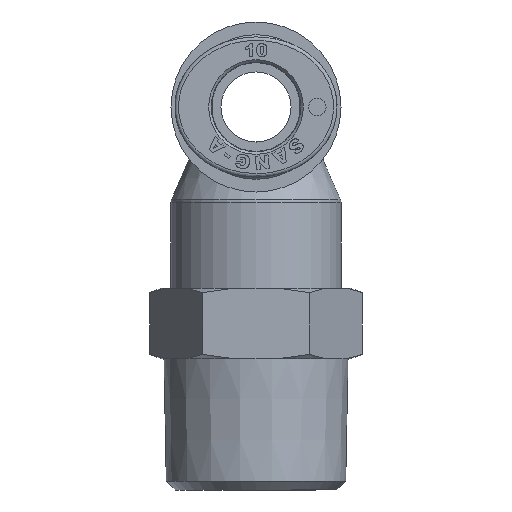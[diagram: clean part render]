
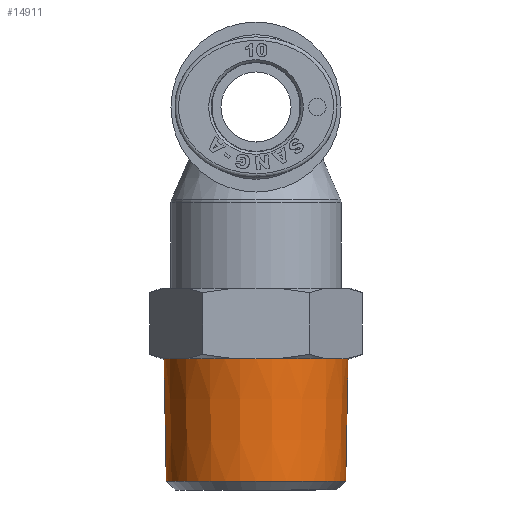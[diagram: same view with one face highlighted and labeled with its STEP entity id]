
A CAD part, left-side view. The second image highlights one B-rep face of the part: STEP entity #14911.
In plain terms, the highlighted conical face has half-angle 1.06 degrees and reference radius 10.361 mm.
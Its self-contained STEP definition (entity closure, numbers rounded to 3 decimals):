
#14295=CARTESIAN_POINT('',(-22.3,9.093,5.25));
#14296=VERTEX_POINT('',#14295);
#14303=CARTESIAN_POINT('',(-22.3,0.,10.5));
#14304=VERTEX_POINT('',#14303);
#14305=CARTESIAN_POINT('',(-22.3,0.,0.0));
#14306=DIRECTION('',(1.0,0.0,0.0));
#14307=DIRECTION('',(0.0,1.0,0.0));
#14308=AXIS2_PLACEMENT_3D('',#14305,#14306,#14307);
#14309=CIRCLE('',#14308,10.5);
#14310=EDGE_CURVE('',#14296,#14304,#14309,.T.);
#14397=CARTESIAN_POINT('',(-22.3,-9.093,5.25));
#14398=VERTEX_POINT('',#14397);
#14399=CARTESIAN_POINT('',(-22.3,0.,0.0));
#14400=DIRECTION('',(1.0,0.0,0.0));
#14401=DIRECTION('',(0.0,1.0,0.0));
#14402=AXIS2_PLACEMENT_3D('',#14399,#14400,#14401);
#14403=CIRCLE('',#14402,10.5);
#14404=EDGE_CURVE('',#14304,#14398,#14403,.T.);
#14484=CARTESIAN_POINT('',(-22.3,-9.093,-5.25));
#14485=VERTEX_POINT('',#14484);
#14486=CARTESIAN_POINT('',(-22.3,0.,0.0));
#14487=DIRECTION('',(1.0,0.0,0.0));
#14488=DIRECTION('',(0.0,1.0,0.0));
#14489=AXIS2_PLACEMENT_3D('',#14486,#14487,#14488);
#14490=CIRCLE('',#14489,10.5);
#14491=EDGE_CURVE('',#14398,#14485,#14490,.T.);
#14571=CARTESIAN_POINT('',(-22.3,0.,-10.5));
#14572=VERTEX_POINT('',#14571);
#14573=CARTESIAN_POINT('',(-22.3,0.,0.0));
#14574=DIRECTION('',(1.0,0.0,0.0));
#14575=DIRECTION('',(0.0,1.0,0.0));
#14576=AXIS2_PLACEMENT_3D('',#14573,#14574,#14575);
#14577=CIRCLE('',#14576,10.5);
#14578=EDGE_CURVE('',#14485,#14572,#14577,.T.);
#14658=CARTESIAN_POINT('',(-22.3,9.093,-5.25));
#14659=VERTEX_POINT('',#14658);
#14660=CARTESIAN_POINT('',(-22.3,0.,0.0));
#14661=DIRECTION('',(1.0,0.0,0.0));
#14662=DIRECTION('',(0.0,1.0,0.0));
#14663=AXIS2_PLACEMENT_3D('',#14660,#14661,#14662);
#14664=CIRCLE('',#14663,10.5);
#14665=EDGE_CURVE('',#14572,#14659,#14664,.T.);
#14877=CARTESIAN_POINT('',(-36.3,10.241,0.));
#14878=VERTEX_POINT('',#14877);
#14879=CARTESIAN_POINT('',(-36.3,0.,0.));
#14880=DIRECTION('',(-1.0,0.0,0.0));
#14881=DIRECTION('',(0.0,-1.0,0.0));
#14882=AXIS2_PLACEMENT_3D('',#14879,#14880,#14881);
#14883=CIRCLE('',#14882,10.241);
#14884=EDGE_CURVE('',#14878,#14878,#14883,.T.);
#14889=CARTESIAN_POINT('',(-29.8,0.,0.0));
#14890=DIRECTION('',(1.0,0.,0.0));
#14891=DIRECTION('',(0.0,1.0,0.0));
#14892=AXIS2_PLACEMENT_3D('',#14889,#14890,#14891);
#14893=CONICAL_SURFACE('',#14892,10.361,1.06);
#14894=CARTESIAN_POINT('',(-22.3,0.,0.0));
#14895=DIRECTION('',(1.0,0.0,0.0));
#14896=DIRECTION('',(0.0,1.0,0.0));
#14897=AXIS2_PLACEMENT_3D('',#14894,#14895,#14896);
#14898=CIRCLE('',#14897,10.5);
#14899=EDGE_CURVE('',#14659,#14296,#14898,.T.);
#14900=ORIENTED_EDGE('',*,*,#14899,.F.);
#14901=ORIENTED_EDGE('',*,*,#14665,.F.);
#14902=ORIENTED_EDGE('',*,*,#14578,.F.);
#14903=ORIENTED_EDGE('',*,*,#14491,.F.);
#14904=ORIENTED_EDGE('',*,*,#14404,.F.);
#14905=ORIENTED_EDGE('',*,*,#14310,.F.);
#14906=EDGE_LOOP('',(#14900,#14901,#14902,#14903,#14904,#14905));
#14907=FACE_OUTER_BOUND('',#14906,.T.);
#14908=ORIENTED_EDGE('',*,*,#14884,.F.);
#14909=EDGE_LOOP('',(#14908));
#14910=FACE_BOUND('',#14909,.T.);
#14911=ADVANCED_FACE('',(#14907,#14910),#14893,.T.);
